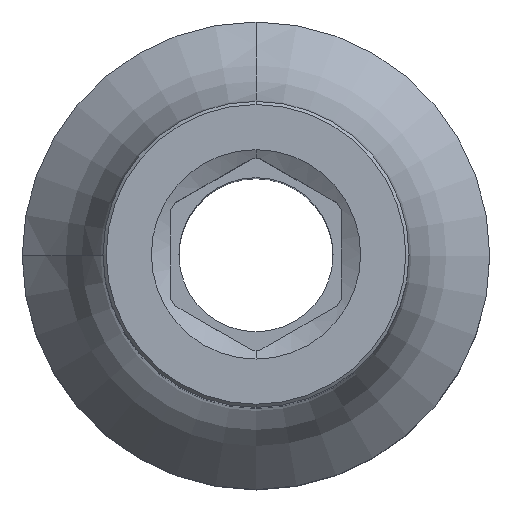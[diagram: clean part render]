
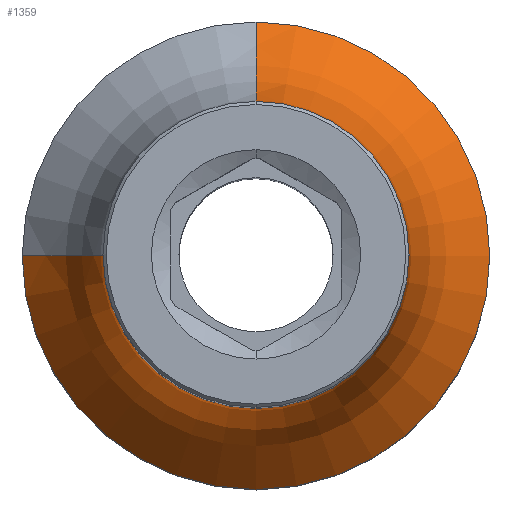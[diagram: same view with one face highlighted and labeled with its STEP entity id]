
A CAD part, top view. The second image highlights one B-rep face of the part: STEP entity #1359.
In plain terms, the highlighted toroidal (fillet/blend) face has major radius 34.4 mm and minor radius 20 mm.
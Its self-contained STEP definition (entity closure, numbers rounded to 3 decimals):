
#406=CARTESIAN_POINT('',(0.,0.,25.));
#407=DIRECTION('',(0.,0.,1.));
#408=DIRECTION('',(1.,0.,0.));
#409=AXIS2_PLACEMENT_3D('',#406,#407,#408);
#435=CARTESIAN_POINT('',(0.,0.,40.692));
#436=DIRECTION('',(0.,0.,1.));
#437=DIRECTION('',(0.,-1.,0.));
#438=AXIS2_PLACEMENT_3D('',#435,#436,#437);
#440=CARTESIAN_POINT('',(0.,0.,25.));
#441=DIRECTION('',(0.,0.,-1.));
#442=DIRECTION('',(1.,0.,0.));
#443=AXIS2_PLACEMENT_3D('',#440,#441,#442);
#445=CARTESIAN_POINT('',(-34.4,0.,40.692));
#446=DIRECTION('',(0.,-1.,0.));
#447=DIRECTION('',(0.62,0.,-0.785));
#448=AXIS2_PLACEMENT_3D('',#445,#446,#447);
#724=CARTESIAN_POINT('',(0.,0.,40.692));
#725=DIRECTION('',(0.,0.,1.));
#726=DIRECTION('',(-1.,0.,0.));
#727=AXIS2_PLACEMENT_3D('',#724,#725,#726);
#734=CARTESIAN_POINT('',(0.,34.4,40.692));
#735=DIRECTION('',(-1.,0.,0.));
#736=DIRECTION('',(0.,-0.62,-0.785));
#737=AXIS2_PLACEMENT_3D('',#734,#735,#736);
#847=CARTESIAN_POINT('',(22.,0.,25.));
#848=CARTESIAN_POINT('',(0.,22.,25.));
#849=VERTEX_POINT('',#847);
#850=VERTEX_POINT('',#848);
#851=CARTESIAN_POINT('',(-22.,0.,25.));
#852=VERTEX_POINT('',#851);
#853=CARTESIAN_POINT('',(0.,14.4,40.692));
#854=CARTESIAN_POINT('',(-14.4,0.,40.692));
#855=VERTEX_POINT('',#853);
#856=VERTEX_POINT('',#854);
#857=CARTESIAN_POINT('',(0.,-14.4,40.692));
#858=VERTEX_POINT('',#857);
#1342=CARTESIAN_POINT('',(0.,0.,40.692));
#1343=DIRECTION('',(0.,0.,1.));
#1344=DIRECTION('',(-0.013,-1.,0.));
#1345=AXIS2_PLACEMENT_3D('',#1342,#1343,#1344);
#1346=TOROIDAL_SURFACE('',#1345,34.4,20.);
#1348=ORIENTED_EDGE('',*,*,#1347,.T.);
#1350=ORIENTED_EDGE('',*,*,#1349,.F.);
#1351=ORIENTED_EDGE('',*,*,#1320,.F.);
#1352=ORIENTED_EDGE('',*,*,#1271,.T.);
#1354=ORIENTED_EDGE('',*,*,#1353,.T.);
#1356=ORIENTED_EDGE('',*,*,#1355,.T.);
#1357=EDGE_LOOP('',(#1348,#1350,#1351,#1352,#1354,#1356));
#1358=FACE_OUTER_BOUND('',#1357,.F.);
#1359=ADVANCED_FACE('',(#1358),#1346,.F.);
#410=CIRCLE('',#409,22.);
#439=CIRCLE('',#438,14.4);
#444=CIRCLE('',#443,22.);
#449=CIRCLE('',#448,20.);
#728=CIRCLE('',#727,14.4);
#738=CIRCLE('',#737,20.);
#1271=EDGE_CURVE('',#849,#852,#444,.T.);
#1320=EDGE_CURVE('',#849,#850,#410,.T.);
#1347=EDGE_CURVE('',#858,#855,#439,.T.);
#1349=EDGE_CURVE('',#850,#855,#738,.T.);
#1353=EDGE_CURVE('',#852,#856,#449,.T.);
#1355=EDGE_CURVE('',#856,#858,#728,.T.);
